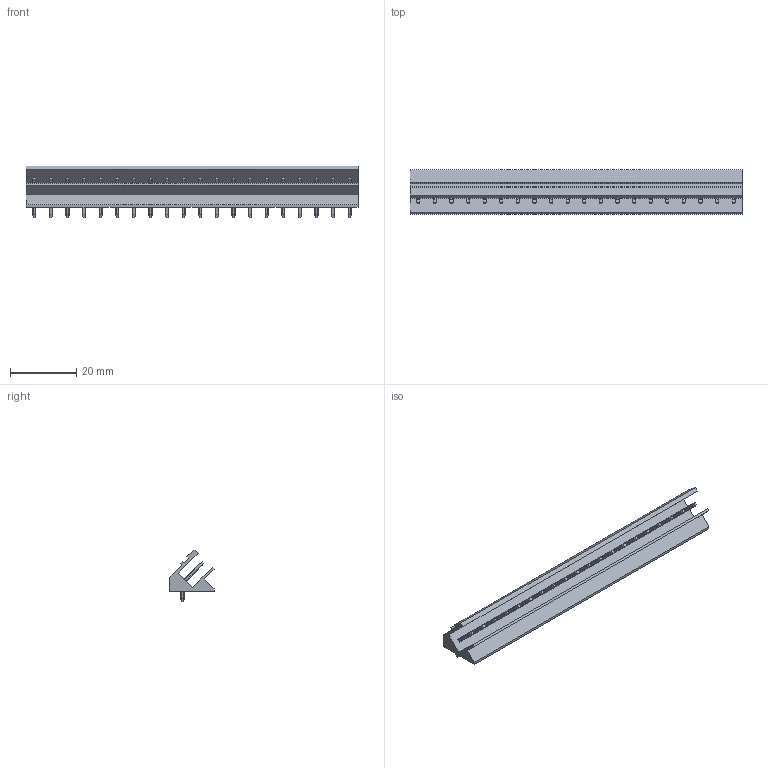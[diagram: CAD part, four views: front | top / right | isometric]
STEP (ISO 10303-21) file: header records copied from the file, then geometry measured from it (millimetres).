
FILE_DESCRIPTION(('CATIA V5 STEP Exchange','CAx-IF Rec.Pracs.--- Model Styling and Organization---1.2---2011-12-15'),'2;1');
FILE_NAME ('D1453862_0_1630430000_1630430000.stp','2018-10-13T03:48:35+00:00',('none'),('Weidmueller'),'CATIA Version 5-6 Release 2014','CATIA V5 STEP AP214','none');
FILE_SCHEMA(('AUTOMOTIVE_DESIGN { 1 0 10303 214 1 1 1 1 }'));
Length unit declared in the file: millimetre
Products named in the file (1): 1630430000
Bounding box: 100 x 13.3 x 15.63 mm (x, y, z)
Volume: 5965.5 mm3; surface area: 7932.2 mm2
Topology: 21 solids, 21 shells, 782 faces, 2060 edges, 1320 vertices
Faces by surface type: plane 460, cylinder 322
Entity records: 28394 total; most frequent: CARTESIAN_POINT 10892, ORIENTED_EDGE 4120, DIRECTION 2580, EDGE_CURVE 2054, VECTOR 1414, LINE 1414, VERTEX_POINT 1312, EDGE_LOOP 822
